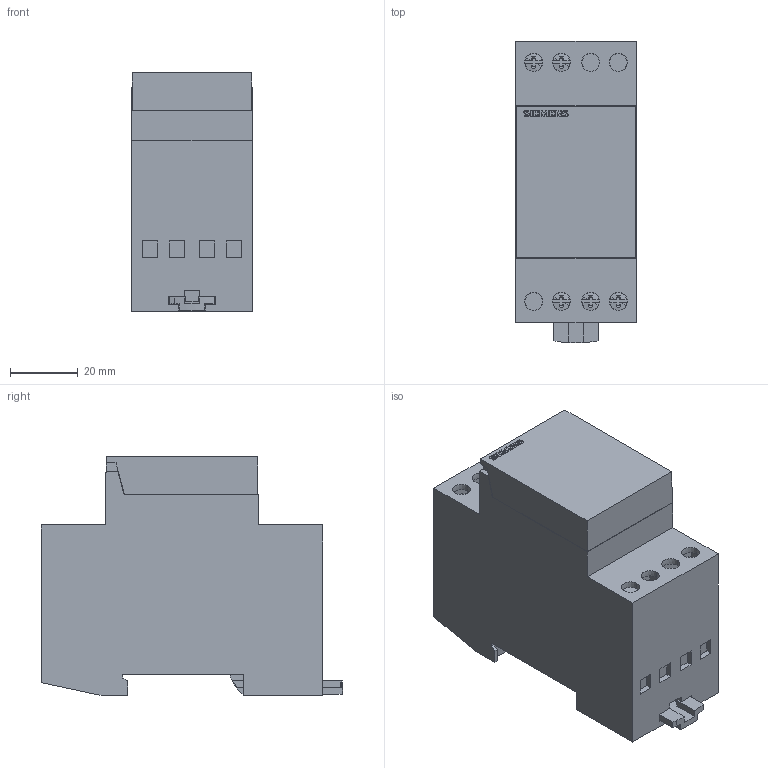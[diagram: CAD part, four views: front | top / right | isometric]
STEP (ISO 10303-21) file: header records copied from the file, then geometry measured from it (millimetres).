
FILE_DESCRIPTION(('STEP AP214'),'1');
FILE_NAME('cctmp_C1DEDC1D-5532-4257-B97F-91386AB998FE_2023_07_22_12_44_48_0174..stp','2023-07-22T10:44:48',('SIEMENS A&D'),('CADClick - www.CADClick.com'),'Spatial InterOp 3D postprocessed',' ','unknown authorization');
FILE_SCHEMA(('AUTOMOTIVE_DESIGN'));
Length unit declared in the file: millimetre
Products named in the file (1): 2023_07_22_12_44_48_0164
Bounding box: 35.6 x 88.89 x 70.3 mm (x, y, z)
Volume: 168410.8 mm3; surface area: 25491 mm2
Topology: 1 solids, 6 shells, 370 faces, 1000 edges, 671 vertices
Faces by surface type: plane 294, cone 26, cylinder 22, sphere 20, extrusion 8
Entity records: 13098 total; most frequent: CARTESIAN_POINT 2706, ORIENTED_EDGE 2000, DIRECTION 1779, EDGE_CURVE 1000, VERTEX_POINT 672, VECTOR 649, LINE 641, AXIS2_PLACEMENT_3D 565
